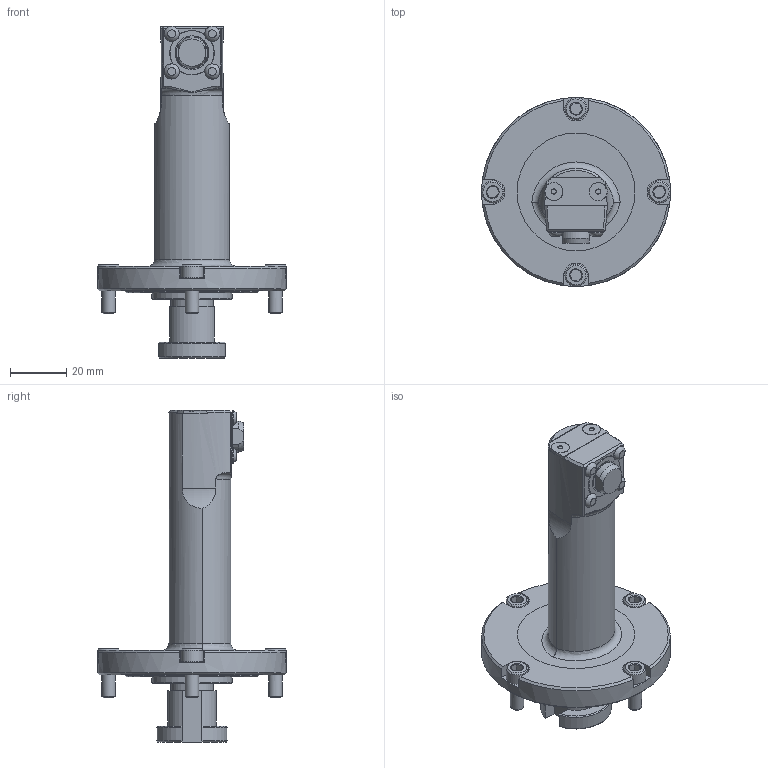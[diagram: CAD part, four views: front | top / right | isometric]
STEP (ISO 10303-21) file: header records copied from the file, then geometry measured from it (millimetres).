
FILE_DESCRIPTION (( 'STEP AP203' ), '1' );
FILE_NAME ('1MSTW-D.STEP', '2015-06-19T22:29:44', ( '' ), ( '' ), 'SwSTEP 2.0', 'SolidWorks 2014', '' );
FILE_SCHEMA (( 'CONFIG_CONTROL_DESIGN' ));
Length unit declared in the file: inch
Products named in the file (1): 1MSTW-D
Bounding box: 67.44 x 67.44 x 118.56 mm (x, y, z)
Volume: 78811.9 mm3; surface area: 19191.1 mm2
Topology: 1 solids, 1 shells, 235 faces, 525 edges, 321 vertices
Faces by surface type: plane 111, cone 67, cylinder 45, torus 7, sphere 4, bspline 1
Full cylindrical faces by diameter (mm): 2.845 x4, 4.826 x4, 5.41 x4, 6.477 x2, 7.925 x4, 11.176 x1, 12.065 x1, 15.062 x1, 15.875 x1, 28.575 x1, 47.625 x1, 67.437 x1
Entity records: 6793 total; most frequent: CARTESIAN_POINT 1859, DIRECTION 1029, ORIENTED_EDGE 918, EDGE_CURVE 459, AXIS2_PLACEMENT_3D 429, EDGE_LOOP 315, VERTEX_POINT 298, FACE_OUTER_BOUND 266
